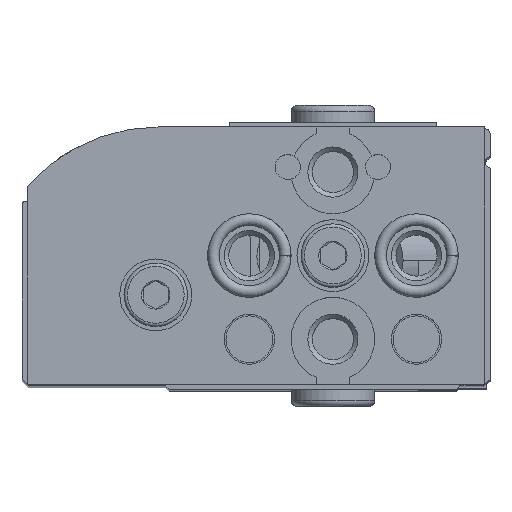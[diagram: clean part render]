
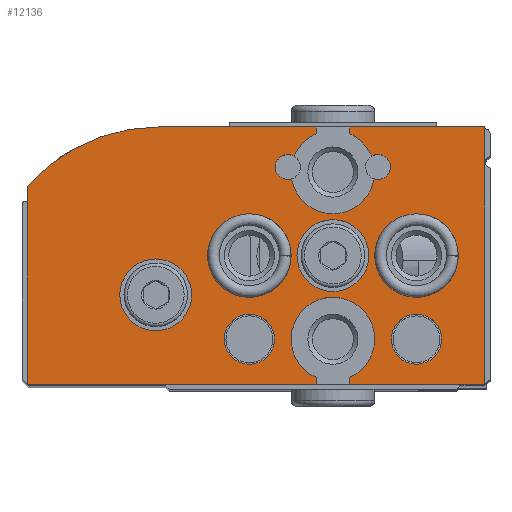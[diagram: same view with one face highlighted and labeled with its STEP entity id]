
A CAD part, top view. The second image highlights one B-rep face of the part: STEP entity #12136.
In plain terms, the highlighted face is planar.
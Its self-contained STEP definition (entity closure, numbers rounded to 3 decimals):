
#422=PLANE('',#13750);
#1252=LINE('',#20901,#2208);
#1253=LINE('',#20904,#2209);
#1254=LINE('',#20906,#2210);
#1255=LINE('',#20908,#2211);
#1256=LINE('',#20910,#2212);
#1257=LINE('',#20922,#2213);
#1258=LINE('',#20924,#2214);
#1259=LINE('',#20928,#2215);
#1260=LINE('',#20930,#2216);
#1261=LINE('',#20932,#2217);
#2208=VECTOR('',#16730,1000.);
#2209=VECTOR('',#16731,1000.);
#2210=VECTOR('',#16732,1000.);
#2211=VECTOR('',#16733,1000.);
#2212=VECTOR('',#16734,1000.);
#2213=VECTOR('',#16745,1000.);
#2214=VECTOR('',#16746,1000.);
#2215=VECTOR('',#16749,1000.);
#2216=VECTOR('',#16750,1000.);
#2217=VECTOR('',#16751,1000.);
#3144=CIRCLE('',#13751,2.15);
#3145=CIRCLE('',#13752,1.5);
#3146=CIRCLE('',#13753,1.5);
#3147=CIRCLE('',#13754,2.5);
#3148=CIRCLE('',#13755,2.15);
#3149=CIRCLE('',#13756,2.5);
#3150=CIRCLE('',#13757,2.5);
#3151=CIRCLE('',#13758,0.75);
#3152=CIRCLE('',#13759,2.5);
#3153=CIRCLE('',#13760,0.75);
#3154=CIRCLE('',#13761,2.5);
#3155=CIRCLE('',#13762,10.5);
#3156=CIRCLE('',#13763,2.5);
#5845=ORIENTED_EDGE('',*,*,#7983,.T.);
#5846=ORIENTED_EDGE('',*,*,#7984,.T.);
#5847=ORIENTED_EDGE('',*,*,#7985,.T.);
#5848=ORIENTED_EDGE('',*,*,#7986,.T.);
#5849=ORIENTED_EDGE('',*,*,#7987,.T.);
#5850=ORIENTED_EDGE('',*,*,#7988,.T.);
#5851=ORIENTED_EDGE('',*,*,#7989,.T.);
#5852=ORIENTED_EDGE('',*,*,#7990,.F.);
#5853=ORIENTED_EDGE('',*,*,#7991,.F.);
#5854=ORIENTED_EDGE('',*,*,#7992,.F.);
#5855=ORIENTED_EDGE('',*,*,#7993,.T.);
#5856=ORIENTED_EDGE('',*,*,#7994,.T.);
#5857=ORIENTED_EDGE('',*,*,#7995,.T.);
#5858=ORIENTED_EDGE('',*,*,#7996,.T.);
#5859=ORIENTED_EDGE('',*,*,#7997,.T.);
#5860=ORIENTED_EDGE('',*,*,#7998,.T.);
#5861=ORIENTED_EDGE('',*,*,#7999,.T.);
#5862=ORIENTED_EDGE('',*,*,#8000,.F.);
#5863=ORIENTED_EDGE('',*,*,#8001,.F.);
#5864=ORIENTED_EDGE('',*,*,#8002,.F.);
#5865=ORIENTED_EDGE('',*,*,#8003,.F.);
#5866=ORIENTED_EDGE('',*,*,#8004,.T.);
#5867=ORIENTED_EDGE('',*,*,#8005,.T.);
#7983=EDGE_CURVE('',#9288,#9288,#3144,.T.);
#7984=EDGE_CURVE('',#9289,#9289,#3145,.T.);
#7985=EDGE_CURVE('',#9290,#9290,#3146,.T.);
#7986=EDGE_CURVE('',#9291,#9291,#3147,.T.);
#7987=EDGE_CURVE('',#9292,#9292,#3148,.T.);
#7988=EDGE_CURVE('',#9293,#9293,#3149,.T.);
#7989=EDGE_CURVE('',#9294,#9295,#1252,.T.);
#7990=EDGE_CURVE('',#9296,#9295,#1253,.T.);
#7991=EDGE_CURVE('',#9297,#9296,#1254,.T.);
#7992=EDGE_CURVE('',#9298,#9297,#1255,.T.);
#7993=EDGE_CURVE('',#9298,#9299,#1256,.T.);
#7994=EDGE_CURVE('',#9299,#9300,#3150,.T.);
#7995=EDGE_CURVE('',#9300,#9301,#3151,.T.);
#7996=EDGE_CURVE('',#9301,#9302,#3152,.T.);
#7997=EDGE_CURVE('',#9302,#9303,#3153,.T.);
#7998=EDGE_CURVE('',#9303,#9304,#3154,.T.);
#7999=EDGE_CURVE('',#9304,#9305,#1257,.T.);
#8000=EDGE_CURVE('',#9306,#9305,#1258,.T.);
#8001=EDGE_CURVE('',#9307,#9306,#3155,.T.);
#8002=EDGE_CURVE('',#9308,#9307,#1259,.T.);
#8003=EDGE_CURVE('',#9309,#9308,#1260,.T.);
#8004=EDGE_CURVE('',#9309,#9310,#1261,.T.);
#8005=EDGE_CURVE('',#9310,#9294,#3156,.T.);
#9288=VERTEX_POINT('',#20890);
#9289=VERTEX_POINT('',#20892);
#9290=VERTEX_POINT('',#20894);
#9291=VERTEX_POINT('',#20896);
#9292=VERTEX_POINT('',#20898);
#9293=VERTEX_POINT('',#20900);
#9294=VERTEX_POINT('',#20902);
#9295=VERTEX_POINT('',#20903);
#9296=VERTEX_POINT('',#20905);
#9297=VERTEX_POINT('',#20907);
#9298=VERTEX_POINT('',#20909);
#9299=VERTEX_POINT('',#20911);
#9300=VERTEX_POINT('',#20913);
#9301=VERTEX_POINT('',#20915);
#9302=VERTEX_POINT('',#20917);
#9303=VERTEX_POINT('',#20919);
#9304=VERTEX_POINT('',#20921);
#9305=VERTEX_POINT('',#20923);
#9306=VERTEX_POINT('',#20925);
#9307=VERTEX_POINT('',#20927);
#9308=VERTEX_POINT('',#20929);
#9309=VERTEX_POINT('',#20931);
#9310=VERTEX_POINT('',#20933);
#10374=EDGE_LOOP('',(#5845));
#10375=EDGE_LOOP('',(#5846));
#10376=EDGE_LOOP('',(#5847));
#10377=EDGE_LOOP('',(#5848));
#10378=EDGE_LOOP('',(#5849));
#10379=EDGE_LOOP('',(#5850));
#10380=EDGE_LOOP('',(#5851,#5852,#5853,#5854,#5855,#5856,#5857,#5858,#5859,
#5860,#5861,#5862,#5863,#5864,#5865,#5866,#5867));
#11321=FACE_BOUND('',#10374,.T.);
#11322=FACE_BOUND('',#10375,.T.);
#11323=FACE_BOUND('',#10376,.T.);
#11324=FACE_BOUND('',#10377,.T.);
#11325=FACE_BOUND('',#10378,.T.);
#11326=FACE_BOUND('',#10379,.T.);
#11327=FACE_BOUND('',#10380,.T.);
#12136=ADVANCED_FACE('',(#11321,#11322,#11323,#11324,#11325,#11326,#11327),
#422,.F.);
#13750=AXIS2_PLACEMENT_3D('',#20888,#16716,#16717);
#13751=AXIS2_PLACEMENT_3D('',#20889,#16718,#16719);
#13752=AXIS2_PLACEMENT_3D('',#20891,#16720,#16721);
#13753=AXIS2_PLACEMENT_3D('',#20893,#16722,#16723);
#13754=AXIS2_PLACEMENT_3D('',#20895,#16724,#16725);
#13755=AXIS2_PLACEMENT_3D('',#20897,#16726,#16727);
#13756=AXIS2_PLACEMENT_3D('',#20899,#16728,#16729);
#13757=AXIS2_PLACEMENT_3D('',#20912,#16735,#16736);
#13758=AXIS2_PLACEMENT_3D('',#20914,#16737,#16738);
#13759=AXIS2_PLACEMENT_3D('',#20916,#16739,#16740);
#13760=AXIS2_PLACEMENT_3D('',#20918,#16741,#16742);
#13761=AXIS2_PLACEMENT_3D('',#20920,#16743,#16744);
#13762=AXIS2_PLACEMENT_3D('',#20926,#16747,#16748);
#13763=AXIS2_PLACEMENT_3D('',#20934,#16752,#16753);
#16716=DIRECTION('',(0.,0.,1.));
#16717=DIRECTION('',(1.,0.,0.));
#16718=DIRECTION('',(0.,0.,1.));
#16719=DIRECTION('',(1.,0.,0.));
#16720=DIRECTION('',(0.,0.,1.));
#16721=DIRECTION('',(1.,0.,0.));
#16722=DIRECTION('',(0.,0.,1.));
#16723=DIRECTION('',(1.,0.,0.));
#16724=DIRECTION('',(0.,0.,1.));
#16725=DIRECTION('',(1.,0.,0.));
#16726=DIRECTION('',(0.,0.,1.));
#16727=DIRECTION('',(1.,0.,0.));
#16728=DIRECTION('',(0.,0.,1.));
#16729=DIRECTION('',(1.,0.,0.));
#16730=DIRECTION('',(0.,-1.,0.));
#16731=DIRECTION('',(1.,0.,0.));
#16732=DIRECTION('',(0.,-1.,0.));
#16733=DIRECTION('',(-1.,0.,0.));
#16734=DIRECTION('',(0.,-1.,0.));
#16735=DIRECTION('',(0.,0.,1.));
#16736=DIRECTION('',(1.,0.,0.));
#16737=DIRECTION('',(0.,0.,1.));
#16738=DIRECTION('',(1.,0.,0.));
#16739=DIRECTION('',(0.,0.,1.));
#16740=DIRECTION('',(1.,0.,0.));
#16741=DIRECTION('',(0.,0.,1.));
#16742=DIRECTION('',(1.,0.,0.));
#16743=DIRECTION('',(0.,0.,1.));
#16744=DIRECTION('',(1.,0.,0.));
#16745=DIRECTION('',(0.,1.,0.));
#16746=DIRECTION('',(-1.,0.,0.));
#16747=DIRECTION('',(0.,0.,1.));
#16748=DIRECTION('',(1.,0.,0.));
#16749=DIRECTION('',(0.,1.,0.));
#16750=DIRECTION('',(1.,0.,0.));
#16751=DIRECTION('',(0.,1.,0.));
#16752=DIRECTION('',(0.,0.,1.));
#16753=DIRECTION('',(1.,0.,0.));
#20888=CARTESIAN_POINT('',(19.5,4.9,0.));
#20889=CARTESIAN_POINT('',(19.7,5.35,0.));
#20890=CARTESIAN_POINT('',(21.85,5.35,0.));
#20891=CARTESIAN_POINT('',(14.1,2.7,0.));
#20892=CARTESIAN_POINT('',(15.6,2.7,0.));
#20893=CARTESIAN_POINT('',(4.1,2.7,0.));
#20894=CARTESIAN_POINT('',(5.6,2.7,0.));
#20895=CARTESIAN_POINT('',(14.1,7.7,0.));
#20896=CARTESIAN_POINT('',(16.6,7.7,0.));
#20897=CARTESIAN_POINT('',(9.1,7.7,0.));
#20898=CARTESIAN_POINT('',(11.25,7.7,0.));
#20899=CARTESIAN_POINT('',(4.1,7.7,0.));
#20900=CARTESIAN_POINT('',(6.6,7.7,0.));
#20901=CARTESIAN_POINT('',(8.1,3.,0.));
#20902=CARTESIAN_POINT('',(8.1,0.409,0.));
#20903=CARTESIAN_POINT('',(8.1,0.,0.));
#20904=CARTESIAN_POINT('',(0.,0.,0.));
#20905=CARTESIAN_POINT('',(0.,0.,0.));
#20906=CARTESIAN_POINT('',(0.,15.4,0.));
#20907=CARTESIAN_POINT('',(0.,15.4,0.));
#20908=CARTESIAN_POINT('',(19.5,15.4,0.));
#20909=CARTESIAN_POINT('',(8.1,15.4,0.));
#20910=CARTESIAN_POINT('',(8.1,15.4,0.));
#20911=CARTESIAN_POINT('',(8.1,14.991,0.));
#20912=CARTESIAN_POINT('',(9.1,12.7,0.));
#20913=CARTESIAN_POINT('',(6.785,13.644,0.));
#20914=CARTESIAN_POINT('',(6.4,13.,0.));
#20915=CARTESIAN_POINT('',(6.634,12.288,0.));
#20916=CARTESIAN_POINT('',(9.1,12.7,0.));
#20917=CARTESIAN_POINT('',(11.566,12.288,0.));
#20918=CARTESIAN_POINT('',(11.8,13.,0.));
#20919=CARTESIAN_POINT('',(11.415,13.644,0.));
#20920=CARTESIAN_POINT('',(9.1,12.7,0.));
#20921=CARTESIAN_POINT('',(10.1,14.991,0.));
#20922=CARTESIAN_POINT('',(10.1,12.4,0.));
#20923=CARTESIAN_POINT('',(10.1,15.4,0.));
#20924=CARTESIAN_POINT('',(19.5,15.4,0.));
#20925=CARTESIAN_POINT('',(19.5,15.4,0.));
#20926=CARTESIAN_POINT('',(19.5,4.9,0.));
#20927=CARTESIAN_POINT('',(27.4,11.817,0.));
#20928=CARTESIAN_POINT('',(27.4,0.,0.));
#20929=CARTESIAN_POINT('',(27.4,0.,0.));
#20930=CARTESIAN_POINT('',(0.,0.,0.));
#20931=CARTESIAN_POINT('',(10.1,0.,0.));
#20932=CARTESIAN_POINT('',(10.1,0.,0.));
#20933=CARTESIAN_POINT('',(10.1,0.409,0.));
#20934=CARTESIAN_POINT('',(9.1,2.7,0.));
